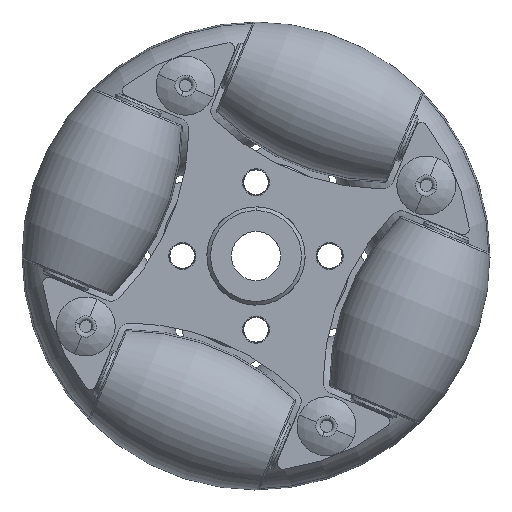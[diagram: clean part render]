
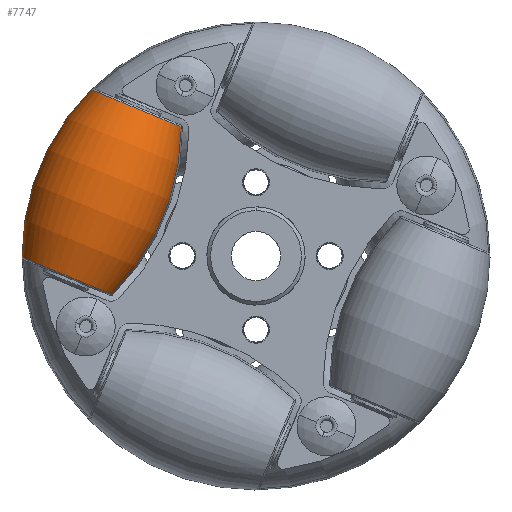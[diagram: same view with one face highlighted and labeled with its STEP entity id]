
A CAD part, left-side view. The second image highlights one B-rep face of the part: STEP entity #7747.
In plain terms, the highlighted toroidal (fillet/blend) face has major radius 13.55 mm and minor radius 19.05 mm.
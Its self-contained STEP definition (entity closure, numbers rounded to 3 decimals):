
#201 = CARTESIAN_POINT ( 'NONE',  ( 211148.531, 8890.657, -4.013 ) ) ;
#886 = DIRECTION ( 'NONE',  ( 0., 0., 1. ) ) ;
#994 = CIRCLE ( 'NONE', #7310, 19.05 ) ;
#1506 = AXIS2_PLACEMENT_3D ( 'NONE', #2539, #7561, #3261 ) ;
#2084 = EDGE_CURVE ( 'NONE', #8965, #9047, #994, .T. ) ;
#2539 = CARTESIAN_POINT ( 'NONE',  ( 211148.531, 8890.657, 0. ) ) ;
#2872 = AXIS2_PLACEMENT_3D ( 'NONE', #8329, #4035, #9093 ) ;
#2982 = CARTESIAN_POINT ( 'NONE',  ( 211155.908, 8890.657, -13.55 ) ) ;
#3261 = DIRECTION ( 'NONE',  ( 0., 0., 1. ) ) ;
#3287 = CARTESIAN_POINT ( 'NONE',  ( 211163.286, 8890.657, 4.013 ) ) ;
#3363 = CIRCLE ( 'NONE', #3568, 19.05 ) ;
#3397 = CARTESIAN_POINT ( 'NONE',  ( 211155.908, 8890.657, 13.55 ) ) ;
#3404 = EDGE_CURVE ( 'NONE', #9227, #8965, #6365, .T. ) ;
#3568 = AXIS2_PLACEMENT_3D ( 'NONE', #2982, #7992, #3701 ) ;
#3614 = ORIENTED_EDGE ( 'NONE', *, *, #7951, .F. ) ;
#3701 = DIRECTION ( 'NONE',  ( 1., 0., 0. ) ) ;
#3953 = ORIENTED_EDGE ( 'NONE', *, *, #2084, .T. ) ;
#4035 = DIRECTION ( 'NONE',  ( -1., 0., 0. ) ) ;
#4064 = CIRCLE ( 'NONE', #1506, 4.013 ) ;
#4120 = DIRECTION ( 'NONE',  ( 0., 0., 1. ) ) ;
#5176 = FACE_OUTER_BOUND ( 'NONE', #8385, .T. ) ;
#5291 = CARTESIAN_POINT ( 'NONE',  ( 211148.531, 8890.657, 4.013 ) ) ;
#5767 = ORIENTED_EDGE ( 'NONE', *, *, #3404, .T. ) ;
#6006 = AXIS2_PLACEMENT_3D ( 'NONE', #8035, #6596, #886 ) ;
#6365 = CIRCLE ( 'NONE', #2872, 4.013 ) ;
#6596 = DIRECTION ( 'NONE',  ( -1., 0., 0. ) ) ;
#6611 = VERTEX_POINT ( 'NONE', #5291 ) ;
#7098 = TOROIDAL_SURFACE ( 'NONE', #6006, -13.55, 19.05 ) ;
#7310 = AXIS2_PLACEMENT_3D ( 'NONE', #3397, #8413, #4120 ) ;
#7561 = DIRECTION ( 'NONE',  ( -1., 0., 0. ) ) ;
#7747 = ADVANCED_FACE ( 'NONE', ( #5176 ), #7098, .T. ) ;
#7951 = EDGE_CURVE ( 'NONE', #6611, #9047, #4064, .T. ) ;
#7992 = DIRECTION ( 'NONE',  ( 0., -1., 0. ) ) ;
#8035 = CARTESIAN_POINT ( 'NONE',  ( 211155.908, 8890.657, 0. ) ) ;
#8305 = ORIENTED_EDGE ( 'NONE', *, *, #8949, .F. ) ;
#8329 = CARTESIAN_POINT ( 'NONE',  ( 211163.286, 8890.657, 0. ) ) ;
#8385 = EDGE_LOOP ( 'NONE', ( #5767, #3953, #3614, #8305 ) ) ;
#8413 = DIRECTION ( 'NONE',  ( 0., 1., 0. ) ) ;
#8768 = CARTESIAN_POINT ( 'NONE',  ( 211163.286, 8890.657, -4.013 ) ) ;
#8949 = EDGE_CURVE ( 'NONE', #9227, #6611, #3363, .T. ) ;
#8965 = VERTEX_POINT ( 'NONE', #8768 ) ;
#9047 = VERTEX_POINT ( 'NONE', #201 ) ;
#9093 = DIRECTION ( 'NONE',  ( 0., 0., 1. ) ) ;
#9227 = VERTEX_POINT ( 'NONE', #3287 ) ;
